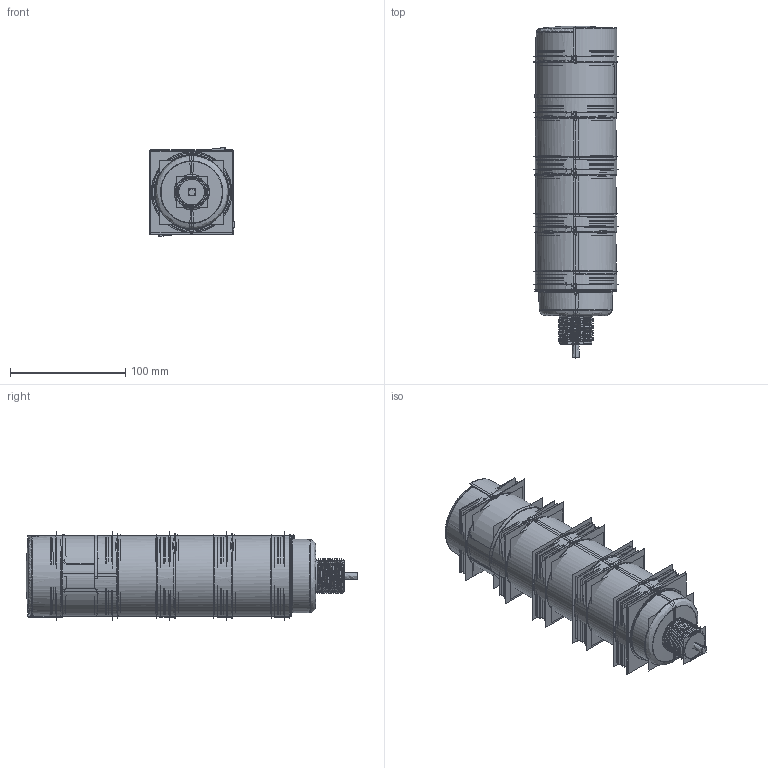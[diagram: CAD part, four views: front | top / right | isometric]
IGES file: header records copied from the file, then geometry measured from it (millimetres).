
Start section:  PTC IGES file: 199000.igs
Global section: file name: 199000.igs; native system: Creo Parametric by PTC Inc.; preprocessor: 2016260; author: pdmadmin; organization: Unknown; date: 20170310.113846; units: millimetre
Bounding box: 74.34 x 288 x 77.36 mm (x, y, z)
Volume: 260653.3 mm3; surface area: 1477932.6 mm2
Topology: 10 solids, 15 shells, 5544 faces, 27257 edges, 34027 vertices
Faces by surface type: revolution 2820, bspline 2724
